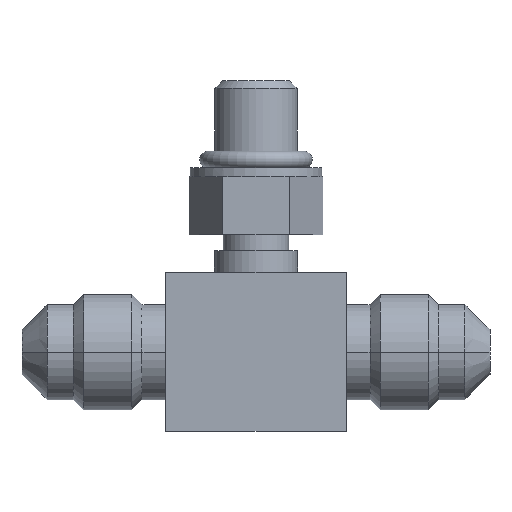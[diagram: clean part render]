
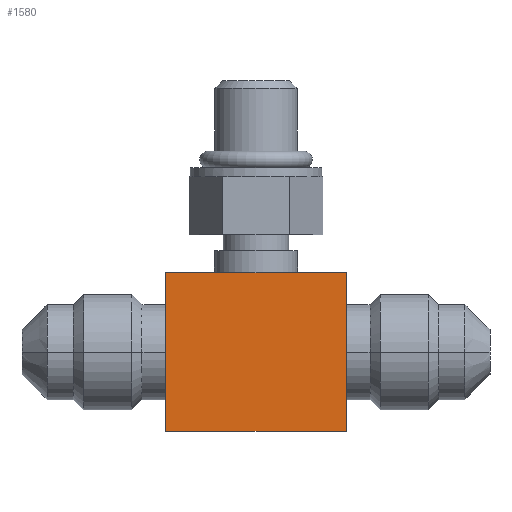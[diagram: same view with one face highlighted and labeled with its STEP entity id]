
A CAD part, top view. The second image highlights one B-rep face of the part: STEP entity #1580.
In plain terms, the highlighted planar face has unit normal (0, 0, 1).
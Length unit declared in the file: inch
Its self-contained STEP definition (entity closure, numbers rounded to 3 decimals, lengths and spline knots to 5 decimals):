
#207=DIRECTION('',(1.,0.,0.));
#208=VECTOR('',#207,0.685);
#209=CARTESIAN_POINT('',(-0.3425,0.,0.28125));
#210=LINE('',#209,#208);
#228=DIRECTION('',(0.,1.,0.));
#229=VECTOR('',#228,0.6);
#230=CARTESIAN_POINT('',(-0.3425,0.,0.28125));
#231=LINE('',#230,#229);
#256=DIRECTION('',(1.,0.,0.));
#257=VECTOR('',#256,0.685);
#258=CARTESIAN_POINT('',(-0.3425,0.6,0.28125));
#259=LINE('',#258,#257);
#286=DIRECTION('',(0.,1.,0.));
#287=VECTOR('',#286,0.6);
#288=CARTESIAN_POINT('',(0.3425,0.,0.28125));
#289=LINE('',#288,#287);
#1297=CARTESIAN_POINT('',(-0.3425,0.,0.28125));
#1299=VERTEX_POINT('',#1297);
#1300=CARTESIAN_POINT('',(0.3425,0.,0.28125));
#1301=VERTEX_POINT('',#1300);
#1305=CARTESIAN_POINT('',(-0.3425,0.6,0.28125));
#1307=VERTEX_POINT('',#1305);
#1308=CARTESIAN_POINT('',(0.3425,0.6,0.28125));
#1309=VERTEX_POINT('',#1308);
#1567=CARTESIAN_POINT('',(-0.3425,0.,0.28125));
#1568=DIRECTION('',(0.,0.,1.));
#1569=DIRECTION('',(1.,0.,0.));
#1570=AXIS2_PLACEMENT_3D('',#1567,#1568,#1569);
#1571=PLANE('',#1570);
#1572=ORIENTED_EDGE('',*,*,#1558,.F.);
#1573=ORIENTED_EDGE('',*,*,#1543,.T.);
#1575=ORIENTED_EDGE('',*,*,#1574,.T.);
#1577=ORIENTED_EDGE('',*,*,#1576,.F.);
#1578=EDGE_LOOP('',(#1572,#1573,#1575,#1577));
#1579=FACE_OUTER_BOUND('',#1578,.F.);
#1580=ADVANCED_FACE('',(#1579),#1571,.T.);
#1543=EDGE_CURVE('',#1299,#1307,#231,.T.);
#1558=EDGE_CURVE('',#1299,#1301,#210,.T.);
#1574=EDGE_CURVE('',#1307,#1309,#259,.T.);
#1576=EDGE_CURVE('',#1301,#1309,#289,.T.);
